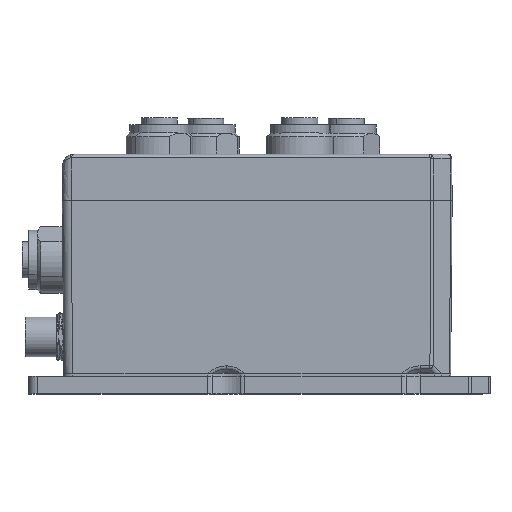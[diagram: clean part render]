
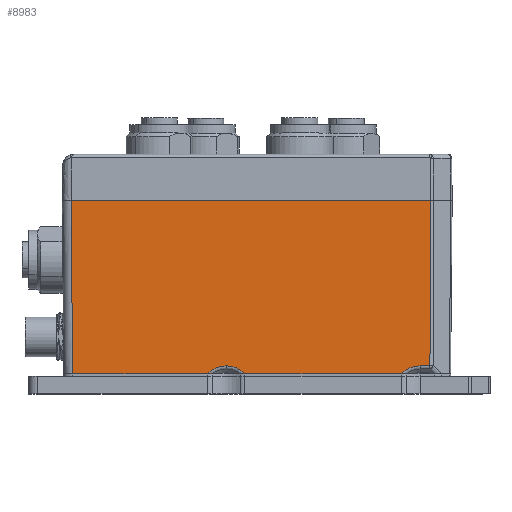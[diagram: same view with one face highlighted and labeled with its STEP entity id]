
A CAD part, top view. The second image highlights one B-rep face of the part: STEP entity #8983.
In plain terms, the highlighted face is planar.
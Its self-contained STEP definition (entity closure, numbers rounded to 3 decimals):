
#435 = CARTESIAN_POINT ( 'NONE',  ( -21.53, 43.5, 24.465 ) ) ;
#573 = CARTESIAN_POINT ( 'NONE',  ( -21.195, 5.185, -18.96 ) ) ;
#642 = CARTESIAN_POINT ( 'NONE',  ( -21.185, 4., -17.85 ) ) ;
#1113 = CARTESIAN_POINT ( 'NONE',  ( -21.201, 5.831, 22.075 ) ) ;
#1138 = EDGE_CURVE ( 'NONE', #11613, #1738, #6801, .T. ) ;
#1141 = EDGE_LOOP ( 'NONE', ( #10219, #20335, #18905, #16965, #15037, #6884, #13822, #10639, #7445 ) ) ;
#1238 = CARTESIAN_POINT ( 'NONE',  ( -21.201, 5.831, 20.451 ) ) ;
#1738 = VERTEX_POINT ( 'NONE', #14580 ) ;
#1846 = LINE ( 'NONE', #10298, #10382 ) ;
#3077 =( BOUNDED_CURVE ( )  B_SPLINE_CURVE ( 3, ( #15799, #19234, #6060, #17570 ),
 .UNSPECIFIED., .F., .F. ) 
 B_SPLINE_CURVE_WITH_KNOTS ( ( 4, 4 ),
 ( 5.465, 6.283 ),
 .UNSPECIFIED. ) 
 CURVE ( )  GEOMETRIC_REPRESENTATION_ITEM ( )  RATIONAL_B_SPLINE_CURVE ( ( 1., 0.945, 0.945, 1. ) ) 
 REPRESENTATION_ITEM ( '' )  );
#3733 = CARTESIAN_POINT ( 'NONE',  ( -21.15, 0., 0. ) ) ;
#4256 = CARTESIAN_POINT ( 'NONE',  ( -21.201, 5.831, -22.075 ) ) ;
#4367 = VERTEX_POINT ( 'NONE', #435 ) ;
#4848 = EDGE_CURVE ( 'NONE', #19775, #13280, #16616, .T. ) ;
#5011 = DIRECTION ( 'NONE',  ( 0., 0., 1. ) ) ;
#5069 = DIRECTION ( 'NONE',  ( 0., 0., 1. ) ) ;
#5470 = DIRECTION ( 'NONE',  ( 0.009, -1., 0. ) ) ;
#5540 = VECTOR ( 'NONE', #12487, 1000. ) ;
#5734 = CARTESIAN_POINT ( 'NONE',  ( -21.149, -0.088, 24.308 ) ) ;
#5994 = EDGE_CURVE ( 'NONE', #20928, #19775, #8298, .T. ) ;
#6060 = CARTESIAN_POINT ( 'NONE',  ( -21.201, 5.831, -23.699 ) ) ;
#6079 = CARTESIAN_POINT ( 'NONE',  ( -21.201, 5.831, 22.075 ) ) ;
#6211 = EDGE_CURVE ( 'NONE', #8509, #8327, #13387, .T. ) ;
#6598 = EDGE_CURVE ( 'NONE', #13587, #1738, #1846, .T. ) ;
#6801 = LINE ( 'NONE', #15271, #5540 ) ;
#6884 = ORIENTED_EDGE ( 'NONE', *, *, #1138, .T. ) ;
#7014 = CARTESIAN_POINT ( 'NONE',  ( -21.201, 5.831, 29.047 ) ) ;
#7445 = ORIENTED_EDGE ( 'NONE', *, *, #6211, .T. ) ;
#7969 = EDGE_CURVE ( 'NONE', #13587, #8509, #3077, .T. ) ;
#8298 =( BOUNDED_CURVE ( )  B_SPLINE_CURVE ( 3, ( #20495, #15603, #1238, #6079 ),
 .UNSPECIFIED., .F., .F. ) 
 B_SPLINE_CURVE_WITH_KNOTS ( ( 4, 4 ),
 ( 5.465, 6.283 ),
 .UNSPECIFIED. ) 
 CURVE ( )  GEOMETRIC_REPRESENTATION_ITEM ( )  RATIONAL_B_SPLINE_CURVE ( ( 1., 0.945, 0.945, 1. ) ) 
 REPRESENTATION_ITEM ( '' )  );
#8327 = VERTEX_POINT ( 'NONE', #12185 ) ;
#8420 = CARTESIAN_POINT ( 'NONE',  ( -21.201, 5.831, -20.451 ) ) ;
#8509 = VERTEX_POINT ( 'NONE', #4256 ) ;
#8906 = EDGE_CURVE ( 'NONE', #11613, #4367, #13040, .T. ) ;
#8963 = CARTESIAN_POINT ( 'NONE',  ( -21.53, 43.5, -57.38 ) ) ;
#8983 = ADVANCED_FACE ( 'NONE', ( #17628 ), #16839, .T. ) ;
#9440 = LINE ( 'NONE', #5734, #11477 ) ;
#9995 = EDGE_CURVE ( 'NONE', #13280, #4367, #9440, .T. ) ;
#10219 = ORIENTED_EDGE ( 'NONE', *, *, #16542, .F. ) ;
#10298 = CARTESIAN_POINT ( 'NONE',  ( -21.185, 4., 0. ) ) ;
#10382 = VECTOR ( 'NONE', #13593, 1000. ) ;
#10466 = VECTOR ( 'NONE', #5011, 1000. ) ;
#10639 = ORIENTED_EDGE ( 'NONE', *, *, #7969, .T. ) ;
#11447 = CARTESIAN_POINT ( 'NONE',  ( -21.201, 5.831, 24.329 ) ) ;
#11477 = VECTOR ( 'NONE', #11875, 1000. ) ;
#11613 = VERTEX_POINT ( 'NONE', #8963 ) ;
#11775 = CARTESIAN_POINT ( 'NONE',  ( -21.201, 5.831, -22.075 ) ) ;
#11875 = DIRECTION ( 'NONE',  ( -0.009, 1., 0.004 ) ) ;
#11982 = VECTOR ( 'NONE', #18886, 1000. ) ;
#12185 = CARTESIAN_POINT ( 'NONE',  ( -21.185, 4., -17.85 ) ) ;
#12487 = DIRECTION ( 'NONE',  ( 0.009, -1., 0.009 ) ) ;
#13040 = LINE ( 'NONE', #19644, #10466 ) ;
#13280 = VERTEX_POINT ( 'NONE', #11447 ) ;
#13387 =( BOUNDED_CURVE ( )  B_SPLINE_CURVE ( 3, ( #11775, #8420, #573, #642 ),
 .UNSPECIFIED., .F., .F. ) 
 B_SPLINE_CURVE_WITH_KNOTS ( ( 4, 4 ),
 ( 0., 0.818 ),
 .UNSPECIFIED. ) 
 CURVE ( )  GEOMETRIC_REPRESENTATION_ITEM ( )  RATIONAL_B_SPLINE_CURVE ( ( 1., 0.945, 0.945, 1. ) ) 
 REPRESENTATION_ITEM ( '' )  );
#13587 = VERTEX_POINT ( 'NONE', #15527 ) ;
#13593 = DIRECTION ( 'NONE',  ( 0., 0., -1. ) ) ;
#13822 = ORIENTED_EDGE ( 'NONE', *, *, #6598, .F. ) ;
#14066 = VECTOR ( 'NONE', #5069, 1000. ) ;
#14539 = LINE ( 'NONE', #20756, #11982 ) ;
#14580 = CARTESIAN_POINT ( 'NONE',  ( -21.185, 4., -57.035 ) ) ;
#14916 = DIRECTION ( 'NONE',  ( -1., -0.009, 0. ) ) ;
#15037 = ORIENTED_EDGE ( 'NONE', *, *, #8906, .F. ) ;
#15271 = CARTESIAN_POINT ( 'NONE',  ( -21.146, -0.497, -56.996 ) ) ;
#15527 = CARTESIAN_POINT ( 'NONE',  ( -21.185, 4., -26.3 ) ) ;
#15603 = CARTESIAN_POINT ( 'NONE',  ( -21.195, 5.185, 18.96 ) ) ;
#15799 = CARTESIAN_POINT ( 'NONE',  ( -21.185, 4., -26.3 ) ) ;
#16404 = CARTESIAN_POINT ( 'NONE',  ( -21.185, 4., 17.85 ) ) ;
#16542 = EDGE_CURVE ( 'NONE', #20928, #8327, #14539, .T. ) ;
#16616 = LINE ( 'NONE', #7014, #14066 ) ;
#16839 = PLANE ( 'NONE',  #20902 ) ;
#16965 = ORIENTED_EDGE ( 'NONE', *, *, #9995, .T. ) ;
#17570 = CARTESIAN_POINT ( 'NONE',  ( -21.201, 5.831, -22.075 ) ) ;
#17628 = FACE_OUTER_BOUND ( 'NONE', #1141, .T. ) ;
#18886 = DIRECTION ( 'NONE',  ( 0., 0., -1. ) ) ;
#18905 = ORIENTED_EDGE ( 'NONE', *, *, #4848, .T. ) ;
#19234 = CARTESIAN_POINT ( 'NONE',  ( -21.195, 5.185, -25.189 ) ) ;
#19644 = CARTESIAN_POINT ( 'NONE',  ( -21.53, 43.5, 0. ) ) ;
#19775 = VERTEX_POINT ( 'NONE', #1113 ) ;
#20335 = ORIENTED_EDGE ( 'NONE', *, *, #5994, .T. ) ;
#20495 = CARTESIAN_POINT ( 'NONE',  ( -21.185, 4., 17.85 ) ) ;
#20756 = CARTESIAN_POINT ( 'NONE',  ( -21.185, 4., 0. ) ) ;
#20902 = AXIS2_PLACEMENT_3D ( 'NONE', #3733, #14916, #5470 ) ;
#20928 = VERTEX_POINT ( 'NONE', #16404 ) ;
